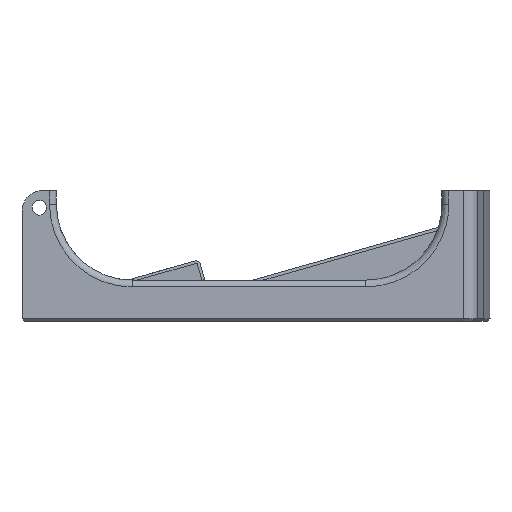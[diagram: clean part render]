
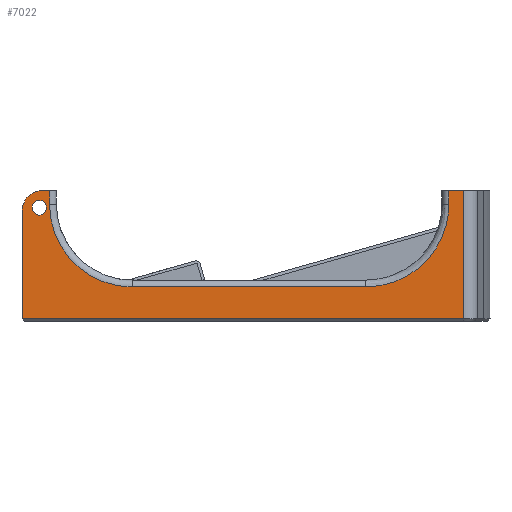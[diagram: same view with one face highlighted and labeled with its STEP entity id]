
A CAD part, left-side view. The second image highlights one B-rep face of the part: STEP entity #7022.
In plain terms, the highlighted planar face has unit normal (-1, 0, 0).
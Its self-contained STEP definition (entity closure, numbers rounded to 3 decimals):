
#124=FACE_BOUND('',#1292,.T.);
#408=CIRCLE('',#7597,1.05);
#409=CIRCLE('',#7603,3.);
#418=CIRCLE('',#7632,12.);
#504=B_SPLINE_CURVE_WITH_KNOTS('',3,(#11956,#11957,#11958,#11959,#11960,
#11961),.UNSPECIFIED.,.F.,.F.,(4,1,1,4),(0.,0.811,1.351,
1.891),.UNSPECIFIED.);
#872=FACE_OUTER_BOUND('',#1291,.T.);
#1291=EDGE_LOOP('',(#6213,#6214,#6215,#6216,#6217,#6218,#6219,#6220,#6221,
#6222,#6223));
#1292=EDGE_LOOP('',(#6224,#6225,#6226,#6227));
#1890=LINE('',#11291,#2594);
#1980=LINE('',#11821,#2684);
#1982=LINE('',#11825,#2686);
#1984=LINE('',#11828,#2688);
#1986=LINE('',#11833,#2690);
#1989=LINE('',#11841,#2693);
#1991=LINE('',#11847,#2695);
#1993=LINE('',#11854,#2697);
#1995=LINE('',#11857,#2699);
#2017=LINE('',#11954,#2721);
#2018=LINE('',#11962,#2722);
#2594=VECTOR('',#9022,10.);
#2684=VECTOR('',#9384,10.);
#2686=VECTOR('',#9388,10.);
#2688=VECTOR('',#9392,10.);
#2690=VECTOR('',#9396,10.);
#2693=VECTOR('',#9405,10.);
#2695=VECTOR('',#9411,10.);
#2697=VECTOR('',#9419,10.);
#2699=VECTOR('',#9423,10.);
#2721=VECTOR('',#9513,10.);
#2722=VECTOR('',#9514,10.);
#3221=VERTEX_POINT('',#11288);
#3222=VERTEX_POINT('',#11290);
#3320=VERTEX_POINT('',#11814);
#3321=VERTEX_POINT('',#11816);
#3322=VERTEX_POINT('',#11820);
#3323=VERTEX_POINT('',#11824);
#3324=VERTEX_POINT('',#11830);
#3325=VERTEX_POINT('',#11832);
#3326=VERTEX_POINT('',#11836);
#3327=VERTEX_POINT('',#11840);
#3329=VERTEX_POINT('',#11846);
#3331=VERTEX_POINT('',#11852);
#3334=VERTEX_POINT('',#11894);
#3342=VERTEX_POINT('',#11953);
#3343=VERTEX_POINT('',#11955);
#4105=EDGE_CURVE('',#3221,#3222,#1890,.T.);
#4270=EDGE_CURVE('',#3321,#3320,#408,.T.);
#4272=EDGE_CURVE('',#3322,#3321,#1980,.T.);
#4274=EDGE_CURVE('',#3323,#3322,#1982,.T.);
#4276=EDGE_CURVE('',#3320,#3323,#1984,.T.);
#4278=EDGE_CURVE('',#3325,#3324,#1986,.T.);
#4280=EDGE_CURVE('',#3325,#3326,#409,.T.);
#4282=EDGE_CURVE('',#3326,#3327,#1989,.T.);
#4285=EDGE_CURVE('',#3327,#3329,#1991,.T.);
#4289=EDGE_CURVE('',#3222,#3331,#1993,.T.);
#4291=EDGE_CURVE('',#3331,#3324,#1995,.T.);
#4312=EDGE_CURVE('',#3329,#3334,#418,.T.);
#4326=EDGE_CURVE('',#3342,#3221,#2017,.T.);
#4327=EDGE_CURVE('',#3343,#3342,#504,.T.);
#4328=EDGE_CURVE('',#3334,#3343,#2018,.T.);
#6213=ORIENTED_EDGE('',*,*,#4291,.F.);
#6214=ORIENTED_EDGE('',*,*,#4289,.F.);
#6215=ORIENTED_EDGE('',*,*,#4105,.F.);
#6216=ORIENTED_EDGE('',*,*,#4326,.F.);
#6217=ORIENTED_EDGE('',*,*,#4327,.F.);
#6218=ORIENTED_EDGE('',*,*,#4328,.F.);
#6219=ORIENTED_EDGE('',*,*,#4312,.F.);
#6220=ORIENTED_EDGE('',*,*,#4285,.F.);
#6221=ORIENTED_EDGE('',*,*,#4282,.F.);
#6222=ORIENTED_EDGE('',*,*,#4280,.F.);
#6223=ORIENTED_EDGE('',*,*,#4278,.T.);
#6224=ORIENTED_EDGE('',*,*,#4276,.T.);
#6225=ORIENTED_EDGE('',*,*,#4274,.T.);
#6226=ORIENTED_EDGE('',*,*,#4272,.T.);
#6227=ORIENTED_EDGE('',*,*,#4270,.T.);
#6670=PLANE('',#7644);
#7022=ADVANCED_FACE('',(#872,#124),#6670,.T.);
#7597=AXIS2_PLACEMENT_3D('',#11817,#9379,#9380);
#7603=AXIS2_PLACEMENT_3D('',#11837,#9400,#9401);
#7632=AXIS2_PLACEMENT_3D('',#11898,#9481,#9482);
#7644=AXIS2_PLACEMENT_3D('',#11952,#9511,#9512);
#9022=DIRECTION('',(0.,-1.,0.));
#9379=DIRECTION('center_axis',(1.,0.,0.));
#9380=DIRECTION('ref_axis',(0.,0.,1.));
#9384=DIRECTION('',(0.,-0.707,-0.707));
#9388=DIRECTION('',(0.,-1.,0.));
#9392=DIRECTION('',(0.,-0.707,0.707));
#9396=DIRECTION('',(0.,0.,-1.));
#9400=DIRECTION('center_axis',(1.,0.,0.));
#9401=DIRECTION('ref_axis',(0.,0.707,0.707));
#9405=DIRECTION('',(0.,-1.,0.));
#9411=DIRECTION('',(0.,0.,-1.));
#9419=DIRECTION('',(0.,0.,-1.));
#9423=DIRECTION('',(0.,1.,0.));
#9481=DIRECTION('center_axis',(-1.,0.,0.));
#9482=DIRECTION('ref_axis',(0.,0.707,-0.707));
#9511=DIRECTION('center_axis',(-1.,0.,0.));
#9512=DIRECTION('ref_axis',(0.,1.,0.));
#9513=DIRECTION('',(0.,0.,1.));
#9514=DIRECTION('',(0.,-1.,0.));
#11288=CARTESIAN_POINT('',(-6.625,-20.471,73.449));
#11290=CARTESIAN_POINT('',(-6.625,-22.606,73.449));
#11291=CARTESIAN_POINT('',(-6.625,47.34,73.449));
#11814=CARTESIAN_POINT('',(-6.625,39.795,71.691));
#11816=CARTESIAN_POINT('',(-6.625,38.31,71.691));
#11817=CARTESIAN_POINT('Origin',(-6.625,39.052,70.949));
#11820=CARTESIAN_POINT('',(-6.625,38.617,71.999));
#11821=CARTESIAN_POINT('',(-6.625,24.237,57.619));
#11824=CARTESIAN_POINT('',(-6.625,39.487,71.999));
#11825=CARTESIAN_POINT('',(-6.625,9.349,71.999));
#11828=CARTESIAN_POINT('',(-6.625,24.318,87.168));
#11830=CARTESIAN_POINT('',(-6.625,41.552,54.849));
#11832=CARTESIAN_POINT('',(-6.625,41.552,70.449));
#11833=CARTESIAN_POINT('',(-6.625,41.552,73.449));
#11836=CARTESIAN_POINT('',(-6.625,38.552,73.449));
#11837=CARTESIAN_POINT('Origin',(-6.625,38.552,70.449));
#11840=CARTESIAN_POINT('',(-6.625,37.552,73.449));
#11841=CARTESIAN_POINT('',(-6.625,-7.601,73.449));
#11846=CARTESIAN_POINT('',(-6.625,37.552,71.449));
#11847=CARTESIAN_POINT('',(-6.625,37.552,73.449));
#11852=CARTESIAN_POINT('',(-6.625,-22.606,54.849));
#11854=CARTESIAN_POINT('',(-6.625,-22.606,73.449));
#11857=CARTESIAN_POINT('',(-6.625,-6.401,54.849));
#11894=CARTESIAN_POINT('',(-6.625,25.552,59.449));
#11898=CARTESIAN_POINT('Origin',(-6.625,25.552,71.449));
#11952=CARTESIAN_POINT('Origin',(-6.625,-20.354,73.449));
#11953=CARTESIAN_POINT('',(-6.625,-20.471,71.449));
#11954=CARTESIAN_POINT('',(-6.625,-20.471,73.449));
#11955=CARTESIAN_POINT('',(-6.625,-8.39,59.449));
#11956=CARTESIAN_POINT('Ctrl Pts',(-6.625,-8.39,
59.449));
#11957=CARTESIAN_POINT('Ctrl Pts',(-6.625,-11.091,59.449));
#11958=CARTESIAN_POINT('Ctrl Pts',(-6.625,-15.581,
61.009));
#11959=CARTESIAN_POINT('Ctrl Pts',(-6.625,-19.638,
66.051));
#11960=CARTESIAN_POINT('Ctrl Pts',(-6.625,-20.471,69.648));
#11961=CARTESIAN_POINT('Ctrl Pts',(-6.625,-20.471,
71.449));
#11962=CARTESIAN_POINT('',(-6.625,-6.151,59.449));
